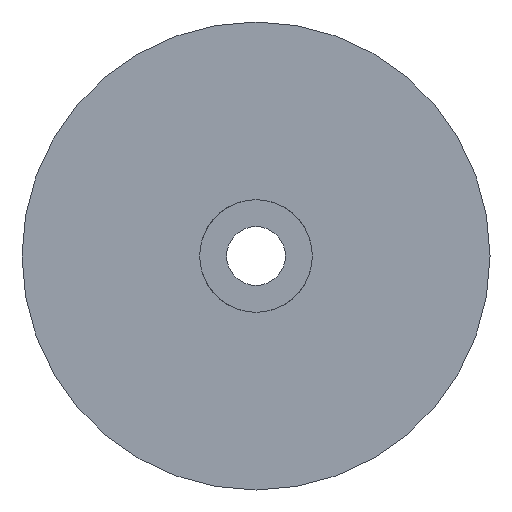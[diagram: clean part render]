
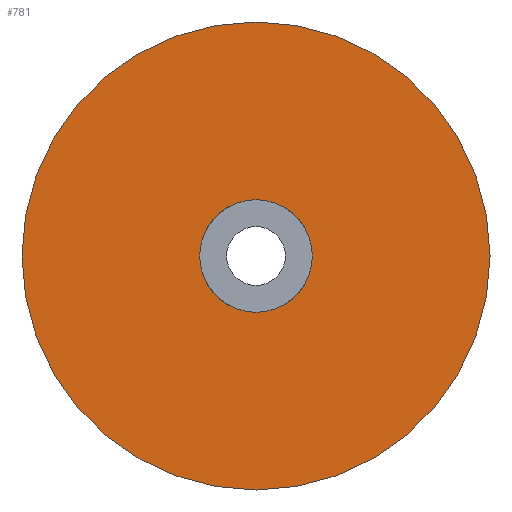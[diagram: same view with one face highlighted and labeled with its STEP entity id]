
A CAD part, left-side view. The second image highlights one B-rep face of the part: STEP entity #781.
In plain terms, the highlighted planar face has unit normal (-1, 0, 0).
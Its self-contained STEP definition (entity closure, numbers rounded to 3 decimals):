
#42=FACE_BOUND('',#137,.T.);
#58=PLANE('',#861);
#92=FACE_OUTER_BOUND('',#136,.T.);
#136=EDGE_LOOP('',(#603));
#137=EDGE_LOOP('',(#604));
#332=CIRCLE('',#850,11.952);
#335=CIRCLE('',#862,2.875);
#376=VERTEX_POINT('',#1197);
#385=VERTEX_POINT('',#1233);
#452=EDGE_CURVE('',#376,#376,#332,.T.);
#470=EDGE_CURVE('',#385,#385,#335,.T.);
#603=ORIENTED_EDGE('',*,*,#452,.T.);
#604=ORIENTED_EDGE('',*,*,#470,.F.);
#781=ADVANCED_FACE('',(#92,#42),#58,.T.);
#850=AXIS2_PLACEMENT_3D('',#1198,#955,#956);
#861=AXIS2_PLACEMENT_3D('',#1232,#992,#993);
#862=AXIS2_PLACEMENT_3D('',#1234,#994,#995);
#955=DIRECTION('center_axis',(-1.,0.,0.));
#956=DIRECTION('ref_axis',(0.,0.,1.));
#992=DIRECTION('center_axis',(-1.,0.,0.));
#993=DIRECTION('ref_axis',(0.,0.,1.));
#994=DIRECTION('center_axis',(-1.,0.,0.));
#995=DIRECTION('ref_axis',(0.,0.,1.));
#1197=CARTESIAN_POINT('',(0.,0.,-11.952));
#1198=CARTESIAN_POINT('Origin',(0.,0.,0.));
#1232=CARTESIAN_POINT('Origin',(0.,0.,2.875));
#1233=CARTESIAN_POINT('',(0.,2.875,0.));
#1234=CARTESIAN_POINT('Origin',(0.,0.,0.));
